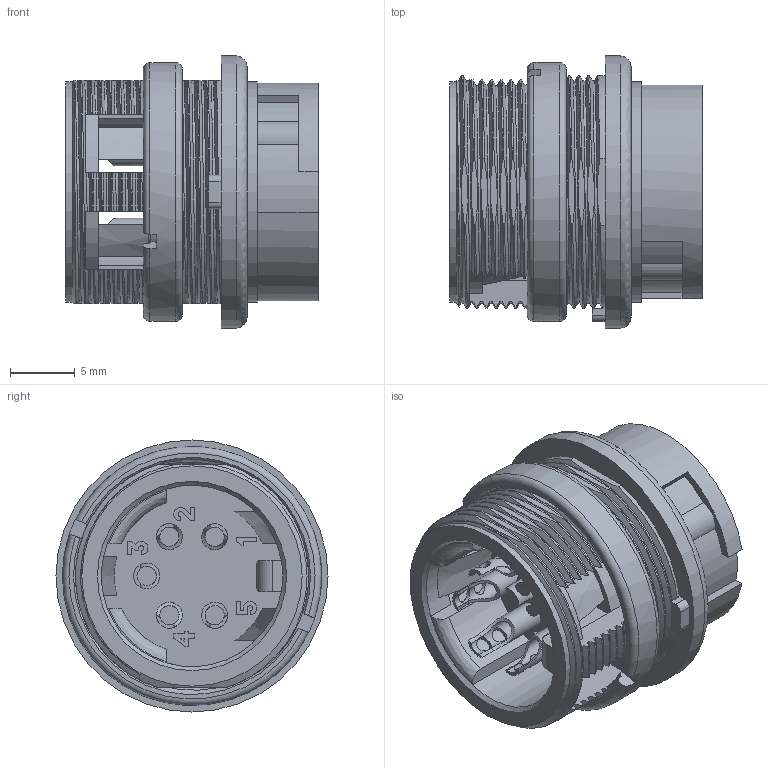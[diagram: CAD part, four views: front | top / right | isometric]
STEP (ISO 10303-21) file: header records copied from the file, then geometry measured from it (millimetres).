
FILE_DESCRIPTION(/* description */ (''),/* implementation_level */ '2;1');
FILE_NAME(/* name */ 't 3377 000 unxc001-02.stp',/* time_stamp */ '2019-07-09T07:26:51+02:00',/* author */ (''),/* organization */ (''),/* preprocessor_version */ 'ST-DEVELOPER v16.7',/* originating_system */ 'SIEMENS PLM Software NX 12.0',/* authorisation */ '');
FILE_SCHEMA (('AUTOMOTIVE_DESIGN { 1 0 10303 214 3 1 1 1 }'));
Length unit declared in the file: millimetre
Products named in the file (1): t 3377 000 unxc001-02
Bounding box: 19.5 x 21 x 21 mm (x, y, z)
Volume: 3257.9 mm3; surface area: 3833.8 mm2
Topology: 1 solids, 1 shells, 471 faces, 1503 edges, 1001 vertices
Faces by surface type: plane 201, cylinder 177, bspline 71, cone 19, torus 3
Full cylindrical faces by diameter (mm): 1.2 x10, 1.5 x5, 2 x5, 14 x1, 17 x2, 18.3 x1, 20 x1, 21 x1
Entity records: 51697 total; most frequent: CARTESIAN_POINT 39214, ORIENTED_EDGE 2938, DIRECTION 1835, EDGE_CURVE 1469, VERTEX_POINT 998, LINE 639, VECTOR 639, B_SPLINE_CURVE_WITH_KNOTS 613
